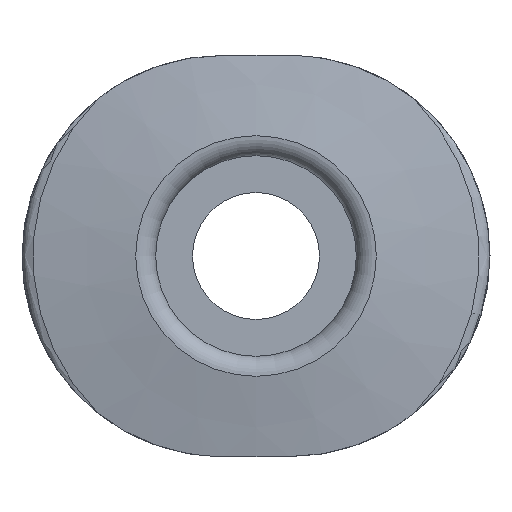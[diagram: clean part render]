
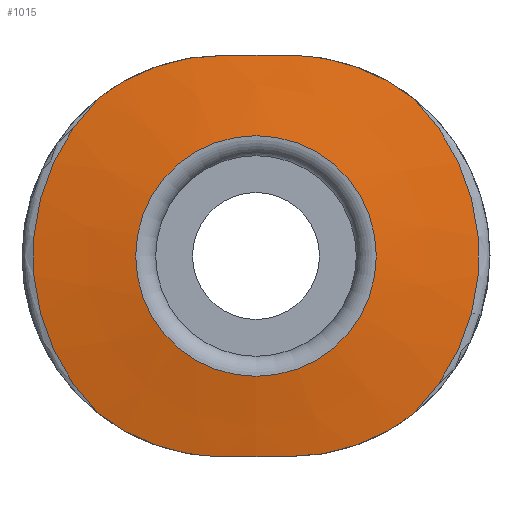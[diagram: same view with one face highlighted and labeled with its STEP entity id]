
A CAD part, left-side view. The second image highlights one B-rep face of the part: STEP entity #1015.
In plain terms, the highlighted conical face has half-angle 80 degrees and reference radius 1.8 mm.
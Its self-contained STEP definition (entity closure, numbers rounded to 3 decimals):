
#112=CIRCLE('',#1081,3.335);
#113=CIRCLE('',#1083,3.335);
#114=CIRCLE('',#1085,1.8);
#193=ORIENTED_EDGE('',*,*,#343,.T.);
#194=ORIENTED_EDGE('',*,*,#347,.T.);
#195=ORIENTED_EDGE('',*,*,#348,.F.);
#196=ORIENTED_EDGE('',*,*,#344,.T.);
#197=ORIENTED_EDGE('',*,*,#336,.T.);
#198=ORIENTED_EDGE('',*,*,#341,.T.);
#199=ORIENTED_EDGE('',*,*,#349,.F.);
#200=ORIENTED_EDGE('',*,*,#338,.T.);
#201=ORIENTED_EDGE('',*,*,#350,.T.);
#336=EDGE_CURVE('',#422,#423,#474,.T.);
#338=EDGE_CURVE('',#425,#424,#475,.T.);
#341=EDGE_CURVE('',#423,#427,#478,.T.);
#343=EDGE_CURVE('',#424,#428,#479,.T.);
#344=EDGE_CURVE('',#429,#422,#480,.T.);
#347=EDGE_CURVE('',#428,#431,#483,.T.);
#348=EDGE_CURVE('',#429,#431,#112,.T.);
#349=EDGE_CURVE('',#425,#427,#113,.T.);
#350=EDGE_CURVE('',#432,#432,#114,.T.);
#422=VERTEX_POINT('',#1403);
#423=VERTEX_POINT('',#1405);
#424=VERTEX_POINT('',#1412);
#425=VERTEX_POINT('',#1417);
#427=VERTEX_POINT('',#1427);
#428=VERTEX_POINT('',#1434);
#429=VERTEX_POINT('',#1444);
#431=VERTEX_POINT('',#1454);
#432=VERTEX_POINT('',#1465);
#474=B_SPLINE_CURVE_WITH_KNOTS('',3,(#1406,#1407,#1408,#1409),
 .UNSPECIFIED.,.F.,.F.,(4,4),(0.001,0.002),
 .UNSPECIFIED.);
#475=B_SPLINE_CURVE_WITH_KNOTS('',3,(#1413,#1414,#1415,#1416),
 .UNSPECIFIED.,.F.,.F.,(4,4),(0.,0.002),
 .UNSPECIFIED.);
#478=B_SPLINE_CURVE_WITH_KNOTS('',3,(#1428,#1429,#1430,#1431),
 .UNSPECIFIED.,.F.,.F.,(4,4),(0.,0.002),
 .UNSPECIFIED.);
#479=B_SPLINE_CURVE_WITH_KNOTS('',3,(#1435,#1436,#1437,#1438),
 .UNSPECIFIED.,.F.,.F.,(4,4),(0.001,0.002),
 .UNSPECIFIED.);
#480=B_SPLINE_CURVE_WITH_KNOTS('',3,(#1440,#1441,#1442,#1443),
 .UNSPECIFIED.,.F.,.F.,(4,4),(0.,0.002),
 .UNSPECIFIED.);
#483=B_SPLINE_CURVE_WITH_KNOTS('',3,(#1455,#1456,#1457,#1458),
 .UNSPECIFIED.,.F.,.F.,(4,4),(0.,0.002),
 .UNSPECIFIED.);
#522=EDGE_LOOP('',(#193,#194,#195,#196,#197,#198,#199,#200));
#523=EDGE_LOOP('',(#201));
#598=FACE_BOUND('',#522,.T.);
#599=FACE_BOUND('',#523,.T.);
#654=CONICAL_SURFACE('',#1084,1.8,1.396);
#1015=ADVANCED_FACE('',(#598,#599),#654,.T.);
#1081=AXIS2_PLACEMENT_3D('',#1460,#1206,#1207);
#1083=AXIS2_PLACEMENT_3D('',#1462,#1210,#1211);
#1084=AXIS2_PLACEMENT_3D('',#1463,#1212,#1213);
#1085=AXIS2_PLACEMENT_3D('',#1464,#1214,#1215);
#1206=DIRECTION('',(1.,0.,0.));
#1207=DIRECTION('',(0.,0.,-1.));
#1210=DIRECTION('',(1.,0.,0.));
#1211=DIRECTION('',(0.,0.,-1.));
#1212=DIRECTION('',(1.,0.,0.));
#1213=DIRECTION('',(0.,0.,-1.));
#1214=DIRECTION('',(1.,0.,0.));
#1215=DIRECTION('',(0.,0.,-1.));
#1403=CARTESIAN_POINT('',(-9.781,-0.5,3.));
#1405=CARTESIAN_POINT('',(-9.781,0.5,3.));
#1406=CARTESIAN_POINT('',(-9.781,-0.5,3.));
#1407=CARTESIAN_POINT('',(-9.791,-0.167,3.));
#1408=CARTESIAN_POINT('',(-9.791,0.167,3.));
#1409=CARTESIAN_POINT('',(-9.781,0.5,3.));
#1412=CARTESIAN_POINT('',(-9.781,0.5,-3.));
#1413=CARTESIAN_POINT('',(-9.729,2.37,-2.346));
#1414=CARTESIAN_POINT('',(-9.743,1.84,-2.768));
#1415=CARTESIAN_POINT('',(-9.761,1.178,-3.));
#1416=CARTESIAN_POINT('',(-9.781,0.5,-3.));
#1417=CARTESIAN_POINT('',(-9.729,2.37,-2.346));
#1427=CARTESIAN_POINT('',(-9.729,2.37,2.346));
#1428=CARTESIAN_POINT('',(-9.781,0.5,3.));
#1429=CARTESIAN_POINT('',(-9.761,1.18,3.));
#1430=CARTESIAN_POINT('',(-9.743,1.839,2.769));
#1431=CARTESIAN_POINT('',(-9.729,2.37,2.346));
#1434=CARTESIAN_POINT('',(-9.781,-0.5,-3.));
#1435=CARTESIAN_POINT('',(-9.781,0.5,-3.));
#1436=CARTESIAN_POINT('',(-9.791,0.167,-3.));
#1437=CARTESIAN_POINT('',(-9.791,-0.167,-3.));
#1438=CARTESIAN_POINT('',(-9.781,-0.5,-3.));
#1440=CARTESIAN_POINT('',(-9.729,-2.37,2.346));
#1441=CARTESIAN_POINT('',(-9.743,-1.84,2.768));
#1442=CARTESIAN_POINT('',(-9.761,-1.178,3.));
#1443=CARTESIAN_POINT('',(-9.781,-0.5,3.));
#1444=CARTESIAN_POINT('',(-9.729,-2.37,2.346));
#1454=CARTESIAN_POINT('',(-9.729,-2.37,-2.346));
#1455=CARTESIAN_POINT('',(-9.781,-0.5,-3.));
#1456=CARTESIAN_POINT('',(-9.761,-1.18,-3.));
#1457=CARTESIAN_POINT('',(-9.743,-1.839,-2.769));
#1458=CARTESIAN_POINT('',(-9.729,-2.37,-2.346));
#1460=CARTESIAN_POINT('',(-9.729,0.,0.));
#1462=CARTESIAN_POINT('',(-9.729,0.,0.));
#1463=CARTESIAN_POINT('',(-10.,0.,0.));
#1464=CARTESIAN_POINT('',(-10.,0.,0.));
#1465=CARTESIAN_POINT('',(-10.,0.,-1.8));
